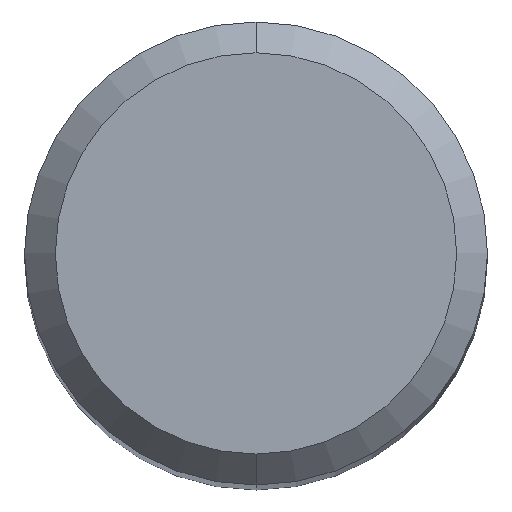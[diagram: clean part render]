
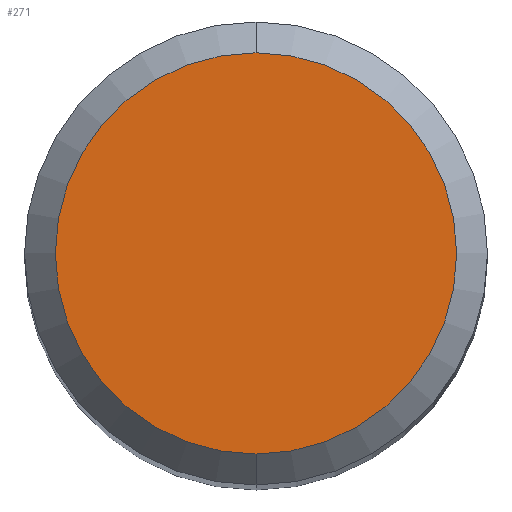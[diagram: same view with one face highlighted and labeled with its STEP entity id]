
A CAD part, top view. The second image highlights one B-rep face of the part: STEP entity #271.
In plain terms, the highlighted planar face has unit normal (0, 0, 1).
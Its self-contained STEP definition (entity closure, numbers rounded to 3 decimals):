
#271=ADVANCED_FACE('',(#573),#574,.T.);
#381=VERTEX_POINT('',#697);
#387=EDGE_CURVE('',#413,#381,#703,.T.);
#409=EDGE_CURVE('',#381,#413,#727,.T.);
#413=VERTEX_POINT('',#731);
#573=FACE_OUTER_BOUND('',#991,.T.);
#574=PLANE('',#992);
#697=CARTESIAN_POINT('',(0.,-2.6,36.48));
#703=CIRCLE('',#1288,2.6);
#727=CIRCLE('',#1349,2.6);
#731=CARTESIAN_POINT('',(0.0,2.6,36.48));
#991=EDGE_LOOP('',(#1534,#1535));
#992=AXIS2_PLACEMENT_3D('',#1536,#1537,#1538);
#1288=AXIS2_PLACEMENT_3D('',#1694,#1695,#1696);
#1349=AXIS2_PLACEMENT_3D('',#1719,#1720,#1721);
#1534=ORIENTED_EDGE('',*,*,#387,.F.);
#1535=ORIENTED_EDGE('',*,*,#409,.F.);
#1536=CARTESIAN_POINT('',(0.0,1.3,36.48));
#1537=DIRECTION('',(-0.0,0.0,1.0));
#1538=DIRECTION('',(0.0,-1.0,0.0));
#1694=CARTESIAN_POINT('',(0.0,0.0,36.48));
#1695=DIRECTION('',(0.0,0.0,-1.0));
#1696=DIRECTION('',(0.0,1.0,0.0));
#1719=CARTESIAN_POINT('',(0.0,0.0,36.48));
#1720=DIRECTION('',(0.0,0.0,-1.0));
#1721=DIRECTION('',(0.0,1.0,0.0));
